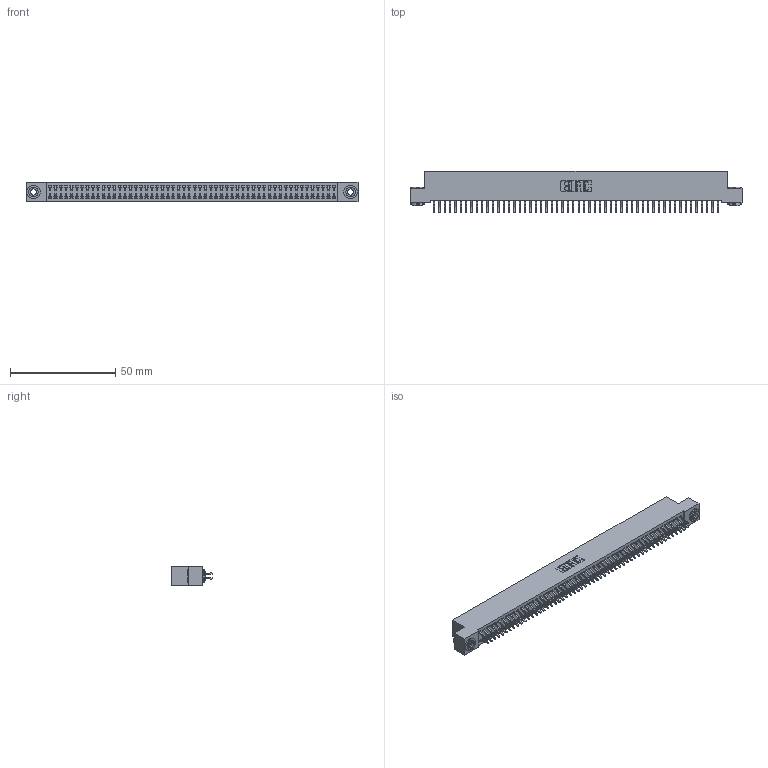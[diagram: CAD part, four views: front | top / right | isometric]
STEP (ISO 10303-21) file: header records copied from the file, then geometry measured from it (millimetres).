
FILE_DESCRIPTION (( 'STEP AP203' ), '1' );
FILE_NAME ('342-108-556-203.STEP', '2018-08-14T08:04:38', ( '' ), ( '' ), 'SwSTEP 2.0', 'SolidWorks 2016', '' );
FILE_SCHEMA (( 'CONFIG_CONTROL_DESIGN' ));
Length unit declared in the file: inch
Products named in the file (4): 342 Part_.156 TH; 345-292-001_556 Tail; 342-250-002_345-250-002-102; 342-108-556-203
Assembly tree (111 placements, depth 2):
  342-108-556-203
    342 Part_.156 TH
    345-292-001_556 Tail  x108
    342-250-002_345-250-002-102  x2
Bounding box: 157.48 x 19.58 x 9.4 mm (x, y, z)
Volume: 14226.4 mm3; surface area: 23562.1 mm2
Topology: 111 solids, 111 shells, 6412 faces, 19059 edges, 12558 vertices
Faces by surface type: plane 4396, cylinder 2008, cone 8
Entity records: 33926 total; most frequent: CARTESIAN_POINT 5597, ORIENTED_EDGE 5514, DIRECTION 4783, EDGE_CURVE 2757, VECTOR 2597, LINE 2597, VERTEX_POINT 1834, AXIS2_PLACEMENT_3D 1093
